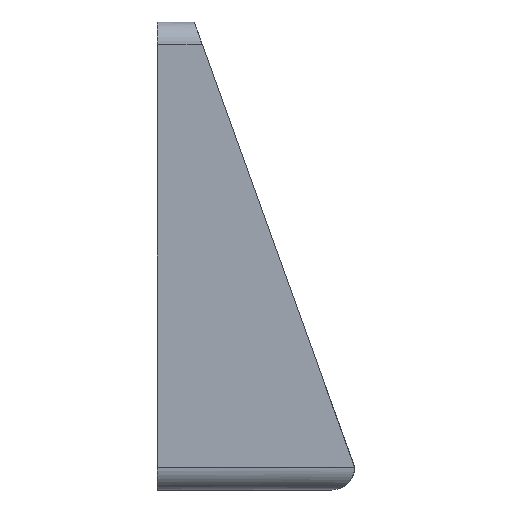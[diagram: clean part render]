
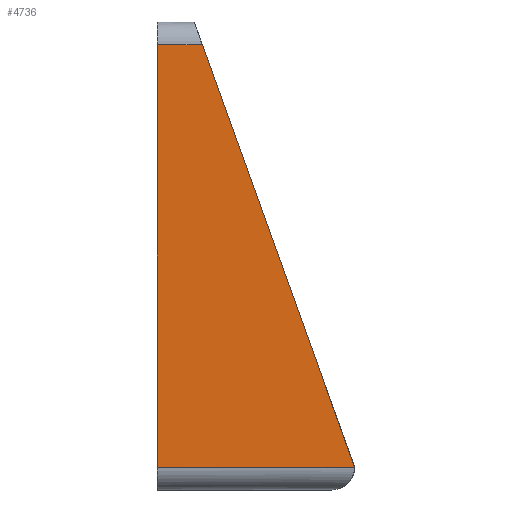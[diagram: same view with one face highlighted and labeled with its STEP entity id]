
A CAD part, left-side view. The second image highlights one B-rep face of the part: STEP entity #4736.
In plain terms, the highlighted planar face has unit normal (-1, 0, 0).
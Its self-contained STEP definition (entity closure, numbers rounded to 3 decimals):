
#680=FACE_OUTER_BOUND('',#959,.T.);
#959=EDGE_LOOP('',(#4267,#4268,#4269,#4270,#4271));
#1152=LINE('',#6475,#1579);
#1380=LINE('',#8668,#1807);
#1389=LINE('',#8720,#1816);
#1390=LINE('',#8722,#1817);
#1391=LINE('',#8723,#1818);
#1579=VECTOR('',#5395,10.);
#1807=VECTOR('',#5863,10.);
#1816=VECTOR('',#5902,10.);
#1817=VECTOR('',#5903,10.);
#1818=VECTOR('',#5904,10.);
#2046=VERTEX_POINT('',#6472);
#2047=VERTEX_POINT('',#6474);
#2272=VERTEX_POINT('',#8666);
#2281=VERTEX_POINT('',#8719);
#2282=VERTEX_POINT('',#8721);
#2536=EDGE_CURVE('',#2046,#2047,#1152,.T.);
#2938=EDGE_CURVE('',#2272,#2046,#1380,.T.);
#2954=EDGE_CURVE('',#2281,#2272,#1389,.T.);
#2955=EDGE_CURVE('',#2282,#2281,#1390,.T.);
#2956=EDGE_CURVE('',#2047,#2282,#1391,.T.);
#4267=ORIENTED_EDGE('',*,*,#2938,.F.);
#4268=ORIENTED_EDGE('',*,*,#2954,.F.);
#4269=ORIENTED_EDGE('',*,*,#2955,.F.);
#4270=ORIENTED_EDGE('',*,*,#2956,.F.);
#4271=ORIENTED_EDGE('',*,*,#2536,.F.);
#4497=PLANE('',#5005);
#4736=ADVANCED_FACE('',(#680),#4497,.T.);
#5005=AXIS2_PLACEMENT_3D('',#8718,#5900,#5901);
#5395=DIRECTION('',(0.,-0.339,-0.941));
#5863=DIRECTION('',(0.,-1.,0.));
#5900=DIRECTION('center_axis',(-1.,0.,0.));
#5901=DIRECTION('ref_axis',(0.,0.,1.));
#5902=DIRECTION('',(0.,0.,1.));
#5903=DIRECTION('',(0.,1.,0.));
#5904=DIRECTION('',(0.,0.,-1.));
#6472=CARTESIAN_POINT('',(-8.,3.196,3.));
#6474=CARTESIAN_POINT('',(-8.,-30.,-89.));
#6475=CARTESIAN_POINT('',(-8.,-20.322,-62.178));
#8666=CARTESIAN_POINT('',(-8.,13.,3.));
#8668=CARTESIAN_POINT('',(-8.,0.,3.));
#8718=CARTESIAN_POINT('Origin',(-8.,0.,-94.01));
#8719=CARTESIAN_POINT('',(-8.,13.,-89.01));
#8720=CARTESIAN_POINT('',(-8.,13.,-94.01));
#8721=CARTESIAN_POINT('',(-8.,-30.,-89.01));
#8722=CARTESIAN_POINT('',(-8.,0.,-89.01));
#8723=CARTESIAN_POINT('',(-8.,-30.,-94.01));
